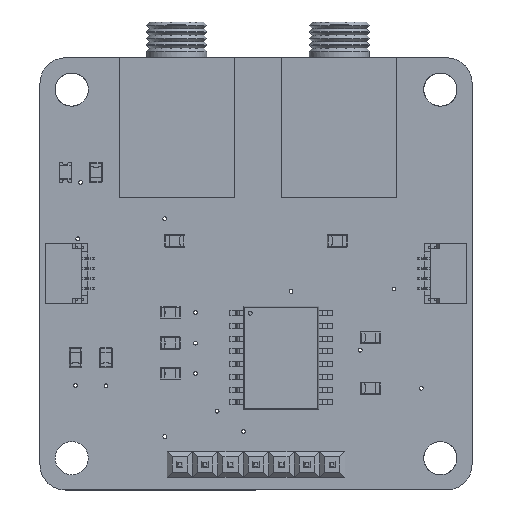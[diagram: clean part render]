
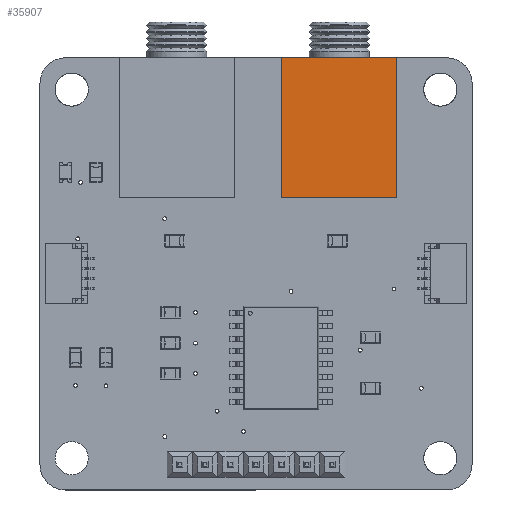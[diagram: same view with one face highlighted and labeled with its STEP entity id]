
A CAD part, top view. The second image highlights one B-rep face of the part: STEP entity #35907.
In plain terms, the highlighted planar face has unit normal (0, 0, 1).
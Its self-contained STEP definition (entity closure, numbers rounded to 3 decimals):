
#1735=PLANE('',#38638);
#3402=FACE_OUTER_BOUND('',#5331,.T.);
#5331=EDGE_LOOP('',(#30208,#30209,#30210,#30211));
#9512=LINE('',#55511,#13978);
#9516=LINE('',#55518,#13982);
#9519=LINE('',#55524,#13985);
#9521=LINE('',#55527,#13987);
#13978=VECTOR('',#45162,1000.);
#13982=VECTOR('',#45168,1000.);
#13985=VECTOR('',#45173,1000.);
#13987=VECTOR('',#45177,1000.);
#17770=VERTEX_POINT('',#55508);
#17771=VERTEX_POINT('',#55510);
#17773=VERTEX_POINT('',#55516);
#17775=VERTEX_POINT('',#55522);
#22114=EDGE_CURVE('',#17771,#17770,#9512,.T.);
#22118=EDGE_CURVE('',#17770,#17773,#9516,.T.);
#22121=EDGE_CURVE('',#17773,#17775,#9519,.T.);
#22123=EDGE_CURVE('',#17775,#17771,#9521,.T.);
#30208=ORIENTED_EDGE('',*,*,#22114,.T.);
#30209=ORIENTED_EDGE('',*,*,#22118,.T.);
#30210=ORIENTED_EDGE('',*,*,#22121,.T.);
#30211=ORIENTED_EDGE('',*,*,#22123,.T.);
#35907=ADVANCED_FACE('',(#3402),#1735,.T.);
#38638=AXIS2_PLACEMENT_3D('',#55528,#45178,#45179);
#45162=DIRECTION('',(0.,-1.,0.));
#45168=DIRECTION('',(1.,0.,0.));
#45173=DIRECTION('',(0.,1.,0.));
#45177=DIRECTION('',(-1.,0.,0.));
#45178=DIRECTION('center_axis',(0.,0.,
1.));
#45179=DIRECTION('ref_axis',(1.,0.,0.));
#55508=CARTESIAN_POINT('',(-1.847,-5.556,6.177));
#55510=CARTESIAN_POINT('',(-1.847,5.944,6.177));
#55511=CARTESIAN_POINT('',(-1.847,5.944,6.177));
#55516=CARTESIAN_POINT('',(12.153,-5.556,6.177));
#55518=CARTESIAN_POINT('',(-1.847,-5.556,6.177));
#55522=CARTESIAN_POINT('',(12.153,5.944,6.177));
#55524=CARTESIAN_POINT('',(12.153,5.944,6.177));
#55527=CARTESIAN_POINT('',(-1.847,5.944,6.177));
#55528=CARTESIAN_POINT('Origin',(-1.847,5.944,6.177));
